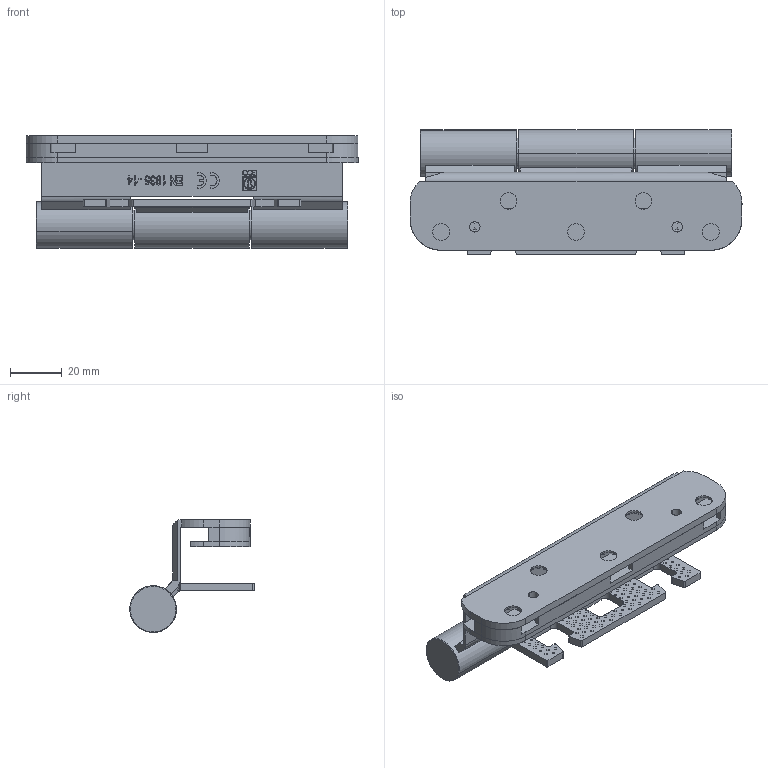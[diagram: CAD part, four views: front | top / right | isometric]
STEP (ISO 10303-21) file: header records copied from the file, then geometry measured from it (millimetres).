
FILE_DESCRIPTION (( 'STEP AP203' ), '1' );
FILE_NAME ('OBX-18-1532-120-LG-RC-B_D042-29434.STEP', '2022-05-03T10:59:41', ( '' ), ( '' ), 'SwSTEP 2.0', 'SolidWorks 2020', '' );
FILE_SCHEMA (( 'CONFIG_CONTROL_DESIGN' ));
Length unit declared in the file: millimetre
Products named in the file (10): D043-25260; D043-24287; D046-14312; D046-26581; D043-26582; D044-24252; B01572; D044-14308; OBX-18-1532-120-LG-RC-B_D042-29434; DIN5401-III
Assembly tree (13 placements, depth 2):
  OBX-18-1532-120-LG-RC-B_D042-29434
    D043-24287
    D043-25260
    D044-14308  x2
    D044-24252
    B01572  x2
    D046-14312  x2
    DIN5401-III  x2
    D046-26581
    D043-26582
Bounding box: 128 x 48 x 43.5 mm (x, y, z)
Volume: 65181.2 mm3; surface area: 46196.5 mm2
Topology: 13 solids, 13 shells, 1821 faces, 3988 edges, 2540 vertices
Faces by surface type: plane 1558, cylinder 158, bspline 55, cone 34, sphere 12, torus 4
Entity records: 51349 total; most frequent: CARTESIAN_POINT 11349, ORIENTED_EDGE 7766, DIRECTION 7518, EDGE_CURVE 3883, LINE 3422, VECTOR 3422, VERTEX_POINT 2472, EDGE_LOOP 2149
